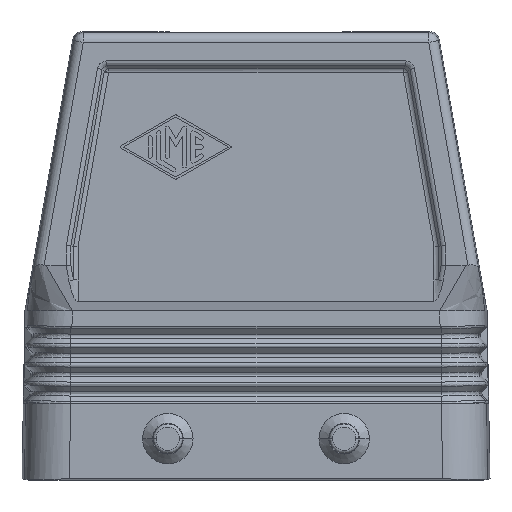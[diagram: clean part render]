
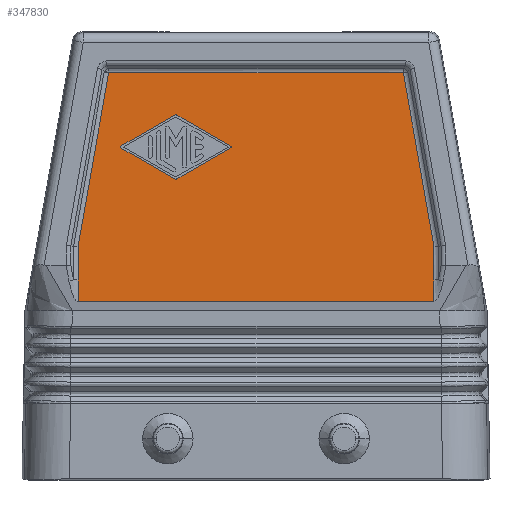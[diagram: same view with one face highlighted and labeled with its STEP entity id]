
A CAD part, front view. The second image highlights one B-rep face of the part: STEP entity #347830.
In plain terms, the highlighted face is planar.
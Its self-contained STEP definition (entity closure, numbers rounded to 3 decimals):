
#23910=CARTESIAN_POINT('',(74.12,40.071,
47.044));
#23920=VERTEX_POINT('',#23910);
#24080=CARTESIAN_POINT('',(74.12,39.74,
47.044));
#24090=VERTEX_POINT('',#24080);
#24120=CARTESIAN_POINT('',(74.12,39.906,47.334));
#24130=DIRECTION('',(-1.,0.,0.));
#24140=DIRECTION('',(0.,-1.,0.));
#24150=AXIS2_PLACEMENT_3D('',#24120,#24130,#24140);
#24160=CIRCLE('',#24150,0.333);
#24170=EDGE_CURVE('',#23920,#24090,#24160,.T.);
#117570=CARTESIAN_POINT('',(74.12,39.74,
56.956));
#117580=VERTEX_POINT('',#117570);
#117740=CARTESIAN_POINT('',(74.12,40.071,
56.956));
#117750=VERTEX_POINT('',#117740);
#117780=CARTESIAN_POINT('',(74.12,39.906,56.666));
#117790=DIRECTION('',(-1.,0.,0.));
#117800=DIRECTION('',(0.,-1.,0.));
#117810=AXIS2_PLACEMENT_3D('',#117780,#117790,#117800);
#117820=CIRCLE('',#117810,0.333);
#117830=EDGE_CURVE('',#117580,#117750,#117820,.T.);
#187320=CARTESIAN_POINT('',(74.12,31.324,
51.855));
#187330=VERTEX_POINT('',#187320);
#187360=CARTESIAN_POINT('',(74.12,24.963,
55.491));
#187370=DIRECTION('',(0.,-0.868,0.496));
#187380=VECTOR('',#187370,1.);
#187390=LINE('',#187360,#187380);
#187400=EDGE_CURVE('',#24090,#187330,#187390,.T.);
#187630=CARTESIAN_POINT('',(74.12,31.324,
52.145));
#187640=VERTEX_POINT('',#187630);
#187740=CARTESIAN_POINT('',(74.12,24.963,
48.509));
#187750=DIRECTION('',(0.,0.868,0.496));
#187760=VECTOR('',#187750,1.);
#187770=LINE('',#187740,#187760);
#187780=EDGE_CURVE('',#187640,#117580,#187770,.T.);
#280260=CARTESIAN_POINT('',(74.12,48.487,
52.145));
#280270=VERTEX_POINT('',#280260);
#280300=CARTESIAN_POINT('',(74.12,24.963,
65.591));
#280310=DIRECTION('',(0.,0.868,-0.496));
#280320=VECTOR('',#280310,1.);
#280330=LINE('',#280300,#280320);
#280340=EDGE_CURVE('',#117750,#280270,#280330,.T.);
#344980=CARTESIAN_POINT('',(74.12,48.487,
51.855));
#344990=VERTEX_POINT('',#344980);
#345020=CARTESIAN_POINT('',(74.12,48.405,52.));
#345030=DIRECTION('',(-1.,0.,0.));
#345040=DIRECTION('',(0.,-1.,0.));
#345050=AXIS2_PLACEMENT_3D('',#345020,#345030,#345040);
#345060=CIRCLE('',#345050,0.167);
#345070=EDGE_CURVE('',#280270,#344990,#345060,.T.);
#346830=CARTESIAN_POINT('',(74.12,54.827,
50.993));
#346840=DIRECTION('',(1.,0.,0.));
#346850=DIRECTION('',(0.,1.,0.));
#346860=AXIS2_PLACEMENT_3D('',#346830,#346840,#346850);
#346870=PLANE('',#346860);
#346880=CARTESIAN_POINT('',(74.12,31.407,52.));
#346890=DIRECTION('',(-1.,0.,0.));
#346900=DIRECTION('',(0.,-1.,0.));
#346910=AXIS2_PLACEMENT_3D('',#346880,#346890,#346900);
#346920=CIRCLE('',#346910,0.167);
#346930=EDGE_CURVE('',#187330,#187640,#346920,.T.);
#346940=ORIENTED_EDGE('',*,*,#346930,.F.);
#346950=ORIENTED_EDGE('',*,*,#187780,.F.);
#346960=ORIENTED_EDGE('',*,*,#117830,.F.);
#346970=ORIENTED_EDGE('',*,*,#280340,.F.);
#346980=ORIENTED_EDGE('',*,*,#345070,.F.);
#346990=CARTESIAN_POINT('',(74.12,24.963,
38.409));
#347000=DIRECTION('',(0.,-0.868,-0.496));
#347010=VECTOR('',#347000,1.);
#347020=LINE('',#346990,#347010);
#347030=EDGE_CURVE('',#344990,#23920,#347020,.T.);
#347040=ORIENTED_EDGE('',*,*,#347030,.F.);
#347050=ORIENTED_EDGE('',*,*,#24170,.F.);
#347060=ORIENTED_EDGE('',*,*,#187400,.F.);
#347070=EDGE_LOOP('',(#347060,#347050,#347040,#346980,#346970,#346960,
#346950,#346940));
#347080=FACE_BOUND('',#347070,.T.);
#347090=CARTESIAN_POINT('',(74.12,25.163,
63.586));
#347100=DIRECTION('',(0.,1.,0.));
#347110=VECTOR('',#347100,1.);
#347120=LINE('',#347090,#347110);
#347130=CARTESIAN_POINT('',(74.12,4.434,
63.586));
#347140=VERTEX_POINT('',#347130);
#347150=CARTESIAN_POINT('',(74.12,50.387,
63.586));
#347160=VERTEX_POINT('',#347150);
#347170=EDGE_CURVE('',#347140,#347160,#347120,.T.);
#347180=ORIENTED_EDGE('',*,*,#347170,.T.);
#347190=CARTESIAN_POINT('',(74.12,-0.738,
34.229));
#347200=DIRECTION('',(0.,0.174,0.985));
#347210=VECTOR('',#347200,1.);
#347220=LINE('',#347190,#347210);
#347230=CARTESIAN_POINT('',(74.12,-0.345,
36.458));
#347240=VERTEX_POINT('',#347230);
#347250=EDGE_CURVE('',#347240,#347140,#347220,.T.);
#347260=ORIENTED_EDGE('',*,*,#347250,.T.);
#347270=CARTESIAN_POINT('',(74.12,-0.345,
34.229));
#347280=DIRECTION('',(0.,0.,1.));
#347290=VECTOR('',#347280,1.);
#347300=LINE('',#347270,#347290);
#347310=CARTESIAN_POINT('',(74.12,-0.345,
31.259));
#347320=VERTEX_POINT('',#347310);
#347330=EDGE_CURVE('',#347320,#347240,#347300,.T.);
#347340=ORIENTED_EDGE('',*,*,#347330,.T.);
#347350=CARTESIAN_POINT('',(74.12,-0.345,
31.259));
#347360=CARTESIAN_POINT('',(74.12,-0.345,
30.694));
#347370=CARTESIAN_POINT('',(74.12,-0.345,
30.13));
#347380=CARTESIAN_POINT('',(74.12,-0.345,
29.565));
#347390=CARTESIAN_POINT('',(74.12,-0.345,
29.));
#347400=CARTESIAN_POINT('',(74.12,-0.345,
28.436));
#347410=CARTESIAN_POINT('',(74.12,-0.345,
27.871));
#347420=B_SPLINE_CURVE_WITH_KNOTS('',6,(#347350,#347360,#347370,#347380,
#347390,#347400,#347410),.UNSPECIFIED.,.F.,.F.,(7,7),(0.,1.),
.UNSPECIFIED.);
#347430=CARTESIAN_POINT('',(74.12,-0.345,
27.871));
#347440=VERTEX_POINT('',#347430);
#347450=EDGE_CURVE('',#347320,#347440,#347420,.T.);
#347460=ORIENTED_EDGE('',*,*,#347450,.F.);
#347470=CARTESIAN_POINT('',(74.12,25.163,
27.871));
#347480=DIRECTION('',(0.,1.,0.));
#347490=VECTOR('',#347480,1.);
#347500=LINE('',#347470,#347490);
#347510=CARTESIAN_POINT('',(74.12,55.165,
27.871));
#347520=VERTEX_POINT('',#347510);
#347530=EDGE_CURVE('',#347440,#347520,#347500,.T.);
#347540=ORIENTED_EDGE('',*,*,#347530,.F.);
#347550=CARTESIAN_POINT('',(74.12,55.165,
27.871));
#347560=CARTESIAN_POINT('',(74.12,55.165,
28.436));
#347570=CARTESIAN_POINT('',(74.12,55.165,
29.));
#347580=CARTESIAN_POINT('',(74.12,55.165,
29.565));
#347590=CARTESIAN_POINT('',(74.12,55.165,
30.13));
#347600=CARTESIAN_POINT('',(74.12,55.165,
30.694));
#347610=CARTESIAN_POINT('',(74.12,55.165,
31.259));
#347620=B_SPLINE_CURVE_WITH_KNOTS('',6,(#347550,#347560,#347570,#347580,
#347590,#347600,#347610),.UNSPECIFIED.,.F.,.F.,(7,7),(0.,1.),
.UNSPECIFIED.);
#347630=CARTESIAN_POINT('',(74.12,55.165,
31.259));
#347640=VERTEX_POINT('',#347630);
#347650=EDGE_CURVE('',#347520,#347640,#347620,.T.);
#347660=ORIENTED_EDGE('',*,*,#347650,.F.);
#347670=CARTESIAN_POINT('',(74.12,55.165,
34.229));
#347680=DIRECTION('',(0.,0.,1.));
#347690=VECTOR('',#347680,1.);
#347700=LINE('',#347670,#347690);
#347710=CARTESIAN_POINT('',(74.12,55.165,
36.464));
#347720=VERTEX_POINT('',#347710);
#347730=EDGE_CURVE('',#347640,#347720,#347700,.T.);
#347740=ORIENTED_EDGE('',*,*,#347730,.F.);
#347750=CARTESIAN_POINT('',(74.12,55.559,
34.229));
#347760=DIRECTION('',(0.,-0.174,0.985));
#347770=VECTOR('',#347760,1.);
#347780=LINE('',#347750,#347770);
#347790=EDGE_CURVE('',#347720,#347160,#347780,.T.);
#347800=ORIENTED_EDGE('',*,*,#347790,.F.);
#347810=EDGE_LOOP('',(#347800,#347740,#347660,#347540,#347460,#347340,
#347260,#347180));
#347820=FACE_OUTER_BOUND('',#347810,.T.);
#347830=ADVANCED_FACE('',(#347080,#347820),#346870,.F.);
